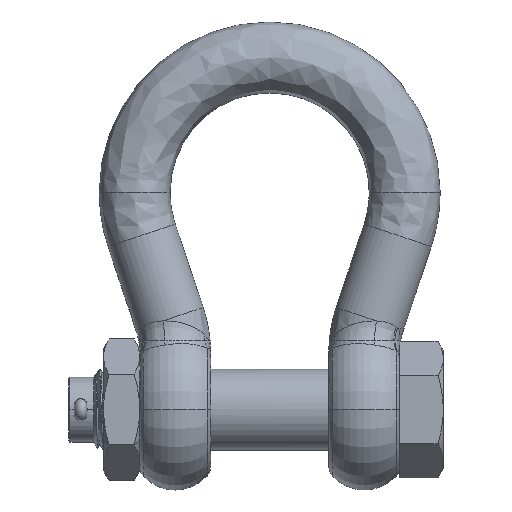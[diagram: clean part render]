
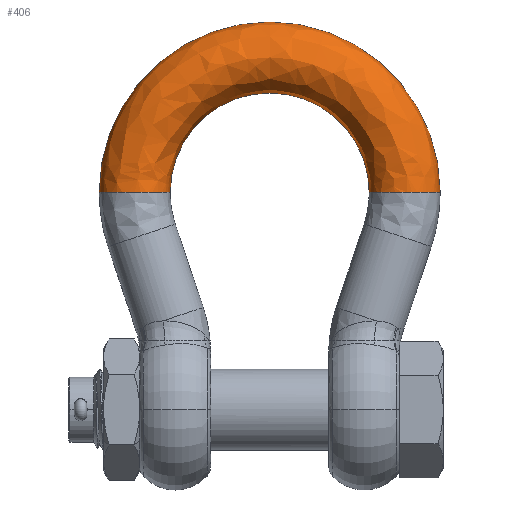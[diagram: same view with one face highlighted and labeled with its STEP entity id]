
A CAD part, top view. The second image highlights one B-rep face of the part: STEP entity #406.
In plain terms, the highlighted free-form (B-spline) face has degree [3, 3] with [4, 4] control points.
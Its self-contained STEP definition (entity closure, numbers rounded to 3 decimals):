
#406=ADVANCED_FACE('NONE',(#1565),#1566,.F.);
#1565=FACE_OUTER_BOUND('',#9279,.T.);
#1566=(B_SPLINE_SURFACE(3,3,((#9281,#9282,#9283,#9284),(#9285,#9286,#9287,#9288),(#9289,#9290,#9291,#9292),(#9293,#9294,#9295,#9296)),.UNSPECIFIED.,.F.,.F.,.F.)B_SPLINE_SURFACE_WITH_KNOTS((4,4),(4,4),(0.0,1.0),(0.0,1.0),.UNSPECIFIED.)RATIONAL_B_SPLINE_SURFACE(((1.0,0.333,0.333,1.0),(0.333,0.111,0.111,0.333),(0.333,0.111,0.111,0.333),(1.0,0.333,0.333,1.0)))BOUNDED_SURFACE()REPRESENTATION_ITEM('')GEOMETRIC_REPRESENTATION_ITEM()SURFACE());
#9279=EDGE_LOOP('',(#17002,#17003,#17004,#17005));
#9281=CARTESIAN_POINT('',(-80.0,174.5,0.));
#9282=CARTESIAN_POINT('',(-80.0,334.5,0.));
#9283=CARTESIAN_POINT('',(80.0,334.5,0.));
#9284=CARTESIAN_POINT('',(80.0,174.5,0.));
#9285=CARTESIAN_POINT('',(-80.0,174.5,57.));
#9286=CARTESIAN_POINT('',(-80.0,334.5,57.));
#9287=CARTESIAN_POINT('',(80.0,334.5,57.));
#9288=CARTESIAN_POINT('',(80.0,174.5,57.));
#9289=CARTESIAN_POINT('',(-137.0,174.5,57.0));
#9290=CARTESIAN_POINT('',(-137.0,448.5,57.0));
#9291=CARTESIAN_POINT('',(137.0,448.5,57.0));
#9292=CARTESIAN_POINT('',(137.0,174.5,57.0));
#9293=CARTESIAN_POINT('',(-137.0,174.5,0.));
#9294=CARTESIAN_POINT('',(-137.0,448.5,0.));
#9295=CARTESIAN_POINT('',(137.0,448.5,0.));
#9296=CARTESIAN_POINT('',(137.0,174.5,0.));
#17002=ORIENTED_EDGE('',*,*,#21749,.T.);
#17003=ORIENTED_EDGE('',*,*,#21751,.T.);
#17004=ORIENTED_EDGE('',*,*,#21747,.T.);
#17005=ORIENTED_EDGE('',*,*,#21752,.F.);
#21747=EDGE_CURVE('NONE',#24645,#24646,#24647,.T.);
#21749=EDGE_CURVE('NONE',#24650,#24648,#24651,.T.);
#21751=EDGE_CURVE('NONE',#24648,#24645,#24653,.T.);
#21752=EDGE_CURVE('NONE',#24650,#24646,#24654,.T.);
#24645=VERTEX_POINT('NONE',#33958);
#24646=VERTEX_POINT('NONE',#33959);
#24647=CIRCLE('',#33960,137.0);
#24648=VERTEX_POINT('NONE',#33961);
#24650=VERTEX_POINT('NONE',#33973);
#24651=CIRCLE('',#33974,80.0);
#24653=(B_SPLINE_CURVE(3,(#33977,#33978,#33979,#33980),.UNSPECIFIED.,.F.,.F.)B_SPLINE_CURVE_WITH_KNOTS((4,4),(0.0,1.0),.UNSPECIFIED.)RATIONAL_B_SPLINE_CURVE((1.0,0.333,0.333,1.0))BOUNDED_CURVE()REPRESENTATION_ITEM('')GEOMETRIC_REPRESENTATION_ITEM()CURVE());
#24654=CIRCLE('',#33987,28.5);
#33958=CARTESIAN_POINT('',(137.0,174.5,0.));
#33959=CARTESIAN_POINT('',(-137.,174.5,0.));
#33960=AXIS2_PLACEMENT_3D('',#43242,#43243,#43244);
#33961=CARTESIAN_POINT('',(80.0,174.5,0.));
#33973=CARTESIAN_POINT('',(-80.,174.5,0.));
#33974=AXIS2_PLACEMENT_3D('',#43245,#43246,#43247);
#33977=CARTESIAN_POINT('',(80.0,174.5,0.));
#33978=CARTESIAN_POINT('',(80.0,174.5,57.));
#33979=CARTESIAN_POINT('',(137.0,174.5,57.0));
#33980=CARTESIAN_POINT('',(137.0,174.5,0.));
#33987=AXIS2_PLACEMENT_3D('',#43251,#43252,#43253);
#43242=CARTESIAN_POINT('',(0.0,174.5,0.));
#43243=DIRECTION('',(0.0,-0.0,1.0));
#43244=DIRECTION('',(1.0,0.0,0.0));
#43245=CARTESIAN_POINT('',(0.0,174.5,0.));
#43246=DIRECTION('',(0.0,0.0,-1.0));
#43247=DIRECTION('',(1.0,0.0,0.0));
#43251=CARTESIAN_POINT('',(-108.5,174.5,0.));
#43252=DIRECTION('',(0.0,-1.0,0.0));
#43253=DIRECTION('',(0.0,0.0,-1.0));
